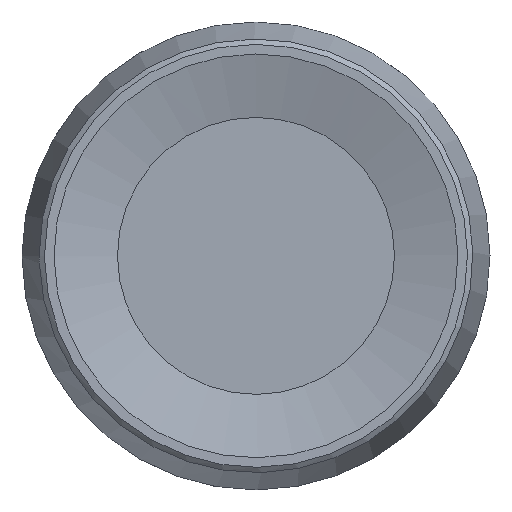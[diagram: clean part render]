
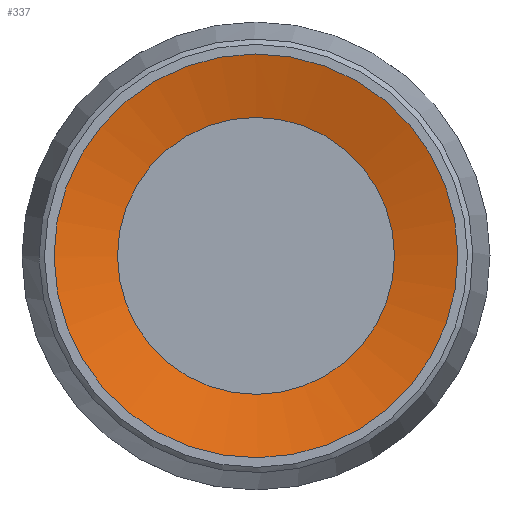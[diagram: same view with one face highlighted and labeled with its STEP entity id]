
A CAD part, top view. The second image highlights one B-rep face of the part: STEP entity #337.
In plain terms, the highlighted face is a revolution surface.
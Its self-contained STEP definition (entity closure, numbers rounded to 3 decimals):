
#79=LINE('',#768,#91);
#91=VECTOR('',#638,9.589);
#232=SURFACE_OF_REVOLUTION('',#79,#247);
#247=AXIS1_PLACEMENT('',#769,#639);
#299=FACE_BOUND('',#382,.T.);
#300=FACE_BOUND('',#383,.T.);
#337=ADVANCED_FACE('',(#299,#300),#232,.T.);
#382=EDGE_LOOP('',(#434));
#383=EDGE_LOOP('',(#435));
#434=ORIENTED_EDGE('',*,*,#498,.F.);
#435=ORIENTED_EDGE('',*,*,#496,.T.);
#470=VERTEX_POINT('',#761);
#472=VERTEX_POINT('',#767);
#496=EDGE_CURVE('',#470,#470,#522,.T.);
#498=EDGE_CURVE('',#472,#472,#524,.T.);
#522=CIRCLE('',#561,20.23);
#524=CIRCLE('',#563,29.49);
#561=AXIS2_PLACEMENT_3D('',#760,#630,#631);
#563=AXIS2_PLACEMENT_3D('',#766,#636,#637);
#630=DIRECTION('',(0.,0.,-1.));
#631=DIRECTION('',(-1.,0.,0.));
#636=DIRECTION('',(0.,0.,-1.));
#637=DIRECTION('',(-1.,0.,0.));
#638=DIRECTION('',(0.966,0.015,0.259));
#639=DIRECTION('',(0.,0.,-1.));
#760=CARTESIAN_POINT('',(0.,0.,-2.486));
#761=CARTESIAN_POINT('',(-20.23,0.,-2.486));
#766=CARTESIAN_POINT('',(0.,0.,-0.003));
#767=CARTESIAN_POINT('',(-29.49,0.,-0.003));
#768=CARTESIAN_POINT('',(20.23,-0.118,-2.486));
#769=CARTESIAN_POINT('',(0.,0.,-2.5));
